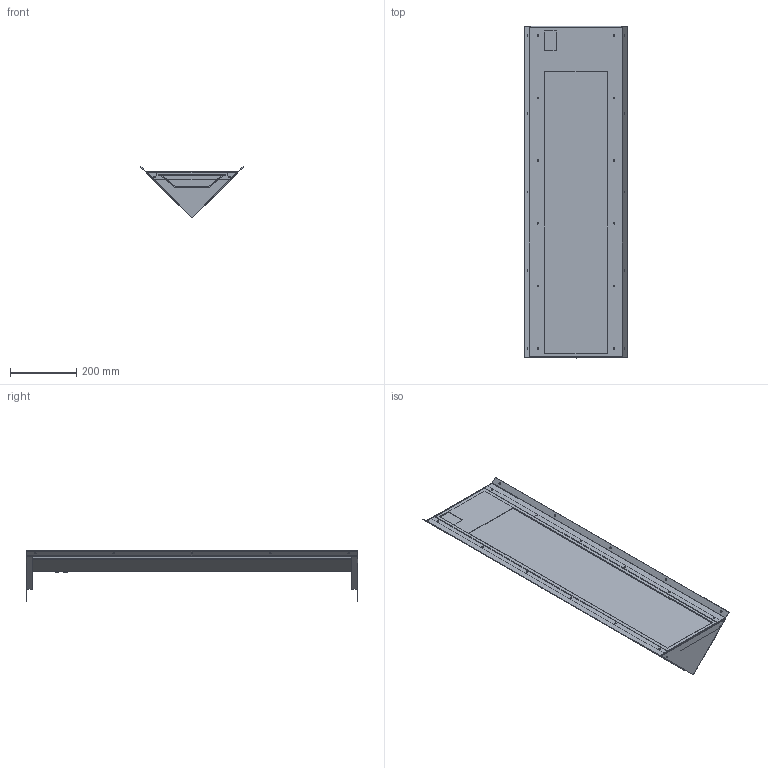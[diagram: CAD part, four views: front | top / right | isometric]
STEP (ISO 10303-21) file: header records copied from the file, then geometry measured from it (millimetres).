
FILE_DESCRIPTION (( 'STEP AP203' ), '1' );
FILE_NAME ('46011_LED_Leuchte_1000_SEL_45_Einzelmontage.STEP', '2026-01-21T10:53:16', ( '' ), ( '' ), 'SwSTEP 2.0', 'SolidWorks 2019', '' );
FILE_SCHEMA (( 'CONFIG_CONTROL_DESIGN' ));
Length unit declared in the file: millimetre
Products named in the file (1): 46011_LED_Leuchte_1000_SEL_45_Einzelmontage
Bounding box: 310.05 x 1002.5 x 152.75 mm (x, y, z)
Surface area: 1808131 mm2 (no closed solid volume)
Topology: 0 solids, 16 shells, 4271 faces, 11073 edges, 7210 vertices
Faces by surface type: plane 3034, cylinder 821, bspline 286, cone 120, torus 10
Entity records: 145976 total; most frequent: CARTESIAN_POINT 43255, ORIENTED_EDGE 22032, DIRECTION 19453, EDGE_CURVE 11054, LINE 8337, VECTOR 8337, VERTEX_POINT 7210, AXIS2_PLACEMENT_3D 5558
